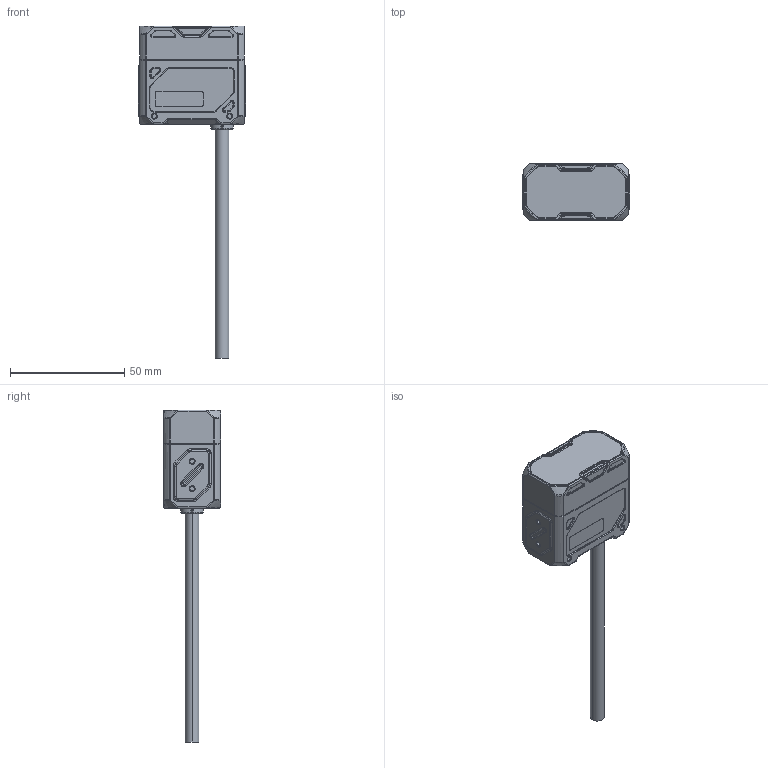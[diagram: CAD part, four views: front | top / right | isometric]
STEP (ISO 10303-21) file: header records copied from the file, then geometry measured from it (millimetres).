
FILE_DESCRIPTION (( 'STEP AP203' ), '1' );
FILE_NAME ('VS800.STEP', '2022-01-21T03:32:04', ( '' ), ( '' ), 'SwSTEP 2.0', 'SolidWorks 2018', '' );
FILE_SCHEMA (( 'CONFIG_CONTROL_DESIGN' ));
Length unit declared in the file: millimetre
Products named in the file (1): VS800
Bounding box: 47 x 25.1 x 145.5 mm (x, y, z)
Volume: 50350.9 mm3; surface area: 16729.2 mm2
Topology: 7 solids, 15 shells, 1419 faces, 3421 edges, 2048 vertices
Faces by surface type: cylinder 449, bspline 427, plane 321, torus 118, cone 88, sphere 16
Entity records: 51868 total; most frequent: CARTESIAN_POINT 21787, ORIENTED_EDGE 6794, DIRECTION 5631, EDGE_CURVE 3397, AXIS2_PLACEMENT_3D 2160, VERTEX_POINT 2048, EDGE_LOOP 1459, ADVANCED_FACE 1419
